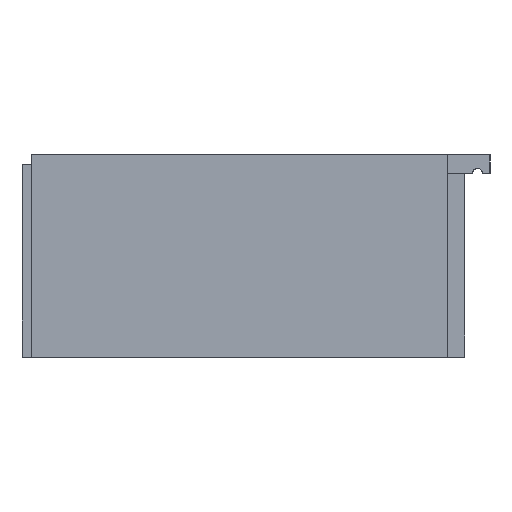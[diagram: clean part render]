
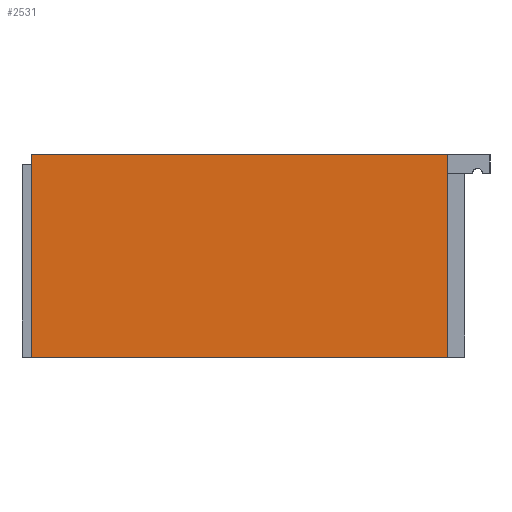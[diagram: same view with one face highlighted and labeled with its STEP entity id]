
A CAD part, left-side view. The second image highlights one B-rep face of the part: STEP entity #2531.
In plain terms, the highlighted planar face has unit normal (-1, 0, 0).
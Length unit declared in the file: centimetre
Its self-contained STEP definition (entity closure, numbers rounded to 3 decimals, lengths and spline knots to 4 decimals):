
#2531=ADVANCED_FACE('',(#2735),#6661,.T.);
#2735=FACE_OUTER_BOUND('',#2943,.T.);
#2943=EDGE_LOOP('',(#3815,#3816,#3817,#3818));
#3815=ORIENTED_EDGE('',*,*,#4711,.T.);
#3816=ORIENTED_EDGE('',*,*,#4712,.T.);
#3817=ORIENTED_EDGE('',*,*,#4713,.T.);
#3818=ORIENTED_EDGE('',*,*,#4714,.T.);
#4711=EDGE_CURVE('',#6443,#6444,#5547,.T.);
#4712=EDGE_CURVE('',#6444,#6445,#5548,.T.);
#4713=EDGE_CURVE('',#6445,#6446,#5549,.T.);
#4714=EDGE_CURVE('',#6446,#6443,#5550,.T.);
#5547=B_SPLINE_CURVE_WITH_KNOTS('',1,(#9979,#9980),.UNSPECIFIED.,.F.,.F.,
(2,2),(-219.5,212.5),.UNSPECIFIED.);
#5548=B_SPLINE_CURVE_WITH_KNOTS('',1,(#9981,#9982),.UNSPECIFIED.,.F.,.F.,
(2,2),(-212.5,-2.5),.UNSPECIFIED.);
#5549=B_SPLINE_CURVE_WITH_KNOTS('',1,(#9983,#9984),.UNSPECIFIED.,.F.,.F.,
(2,2),(-212.5,219.5),.UNSPECIFIED.);
#5550=B_SPLINE_CURVE_WITH_KNOTS('',1,(#9985,#9986),.UNSPECIFIED.,.F.,.F.,
(2,2),(2.5,212.5),.UNSPECIFIED.);
#6443=VERTEX_POINT('',#9975);
#6444=VERTEX_POINT('',#9976);
#6445=VERTEX_POINT('',#9977);
#6446=VERTEX_POINT('',#9978);
#6661=PLANE('',#6906);
#6906=AXIS2_PLACEMENT_3D('',#9974,#7116,$);
#7116=DIRECTION('',(-1.,0.,0.));
#9974=CARTESIAN_POINT('',(0.,21.6,0.));
#9975=CARTESIAN_POINT('',(0.,21.6,0.));
#9976=CARTESIAN_POINT('',(0.,-21.6,0.));
#9977=CARTESIAN_POINT('',(0.,-21.6,21.));
#9978=CARTESIAN_POINT('',(0.,21.6,21.));
#9979=CARTESIAN_POINT('',(0.,21.6,0.));
#9980=CARTESIAN_POINT('',(0.,-21.6,0.));
#9981=CARTESIAN_POINT('',(0.,-21.6,0.));
#9982=CARTESIAN_POINT('',(0.,-21.6,21.));
#9983=CARTESIAN_POINT('',(0.,-21.6,21.));
#9984=CARTESIAN_POINT('',(0.,21.6,21.));
#9985=CARTESIAN_POINT('',(0.,21.6,21.));
#9986=CARTESIAN_POINT('',(0.,21.6,0.));
